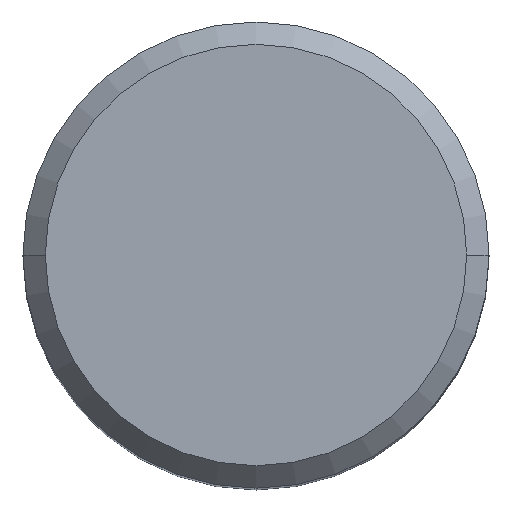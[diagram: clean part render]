
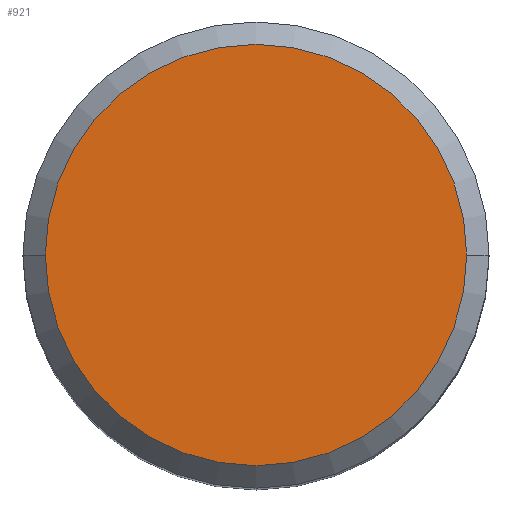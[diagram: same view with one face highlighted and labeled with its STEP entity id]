
A CAD part, top view. The second image highlights one B-rep face of the part: STEP entity #921.
In plain terms, the highlighted planar face has unit normal (0, 0, 1).
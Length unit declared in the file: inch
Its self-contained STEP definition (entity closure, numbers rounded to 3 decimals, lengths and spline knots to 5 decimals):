
#99 = AXIS2_PLACEMENT_3D ( 'NONE', #1411, #562, #860 ) ;
#225 = CARTESIAN_POINT ( 'NONE',  ( 0., 0., 2.5 ) ) ;
#311 = PLANE ( 'NONE',  #667 ) ;
#350 = ORIENTED_EDGE ( 'NONE', *, *, #1167, .T. ) ;
#446 = DIRECTION ( 'NONE',  ( 1., 0., 0. ) ) ;
#562 = DIRECTION ( 'NONE',  ( 0., 0., 1. ) ) ;
#634 = CARTESIAN_POINT ( 'NONE',  ( 0., 0., 2.5 ) ) ;
#664 = VERTEX_POINT ( 'NONE', #1034 ) ;
#667 = AXIS2_PLACEMENT_3D ( 'NONE', #634, #1277, #1378 ) ;
#714 = CIRCLE ( 'NONE', #99, 0.14125 ) ;
#830 = AXIS2_PLACEMENT_3D ( 'NONE', #225, #1292, #446 ) ;
#855 = FACE_OUTER_BOUND ( 'NONE', #1293, .T. ) ;
#860 = DIRECTION ( 'NONE',  ( 1., 0., 0. ) ) ;
#921 = ADVANCED_FACE ( 'NONE', ( #855 ), #311, .T. ) ;
#1002 = VERTEX_POINT ( 'NONE', #1183 ) ;
#1034 = CARTESIAN_POINT ( 'NONE',  ( 0.14125, 0., 2.5 ) ) ;
#1084 = EDGE_CURVE ( 'NONE', #664, #1002, #1297, .T. ) ;
#1167 = EDGE_CURVE ( 'NONE', #1002, #664, #714, .T. ) ;
#1183 = CARTESIAN_POINT ( 'NONE',  ( -0.14125, 0., 2.5 ) ) ;
#1277 = DIRECTION ( 'NONE',  ( 0., 0., 1. ) ) ;
#1292 = DIRECTION ( 'NONE',  ( 0., 0., 1. ) ) ;
#1293 = EDGE_LOOP ( 'NONE', ( #350, #1318 ) ) ;
#1297 = CIRCLE ( 'NONE', #830, 0.14125 ) ;
#1318 = ORIENTED_EDGE ( 'NONE', *, *, #1084, .T. ) ;
#1378 = DIRECTION ( 'NONE',  ( 1., 0., 0. ) ) ;
#1411 = CARTESIAN_POINT ( 'NONE',  ( 0., 0., 2.5 ) ) ;
